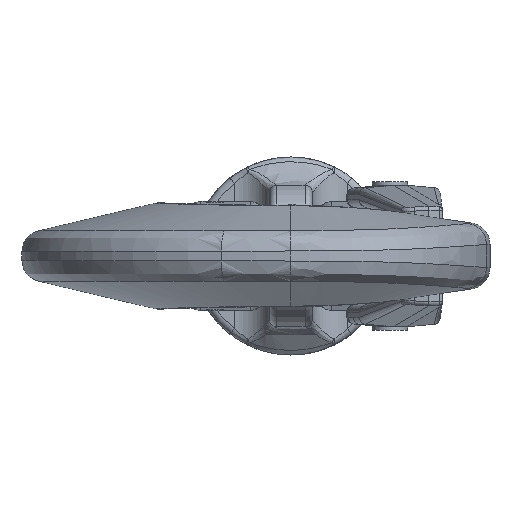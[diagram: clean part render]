
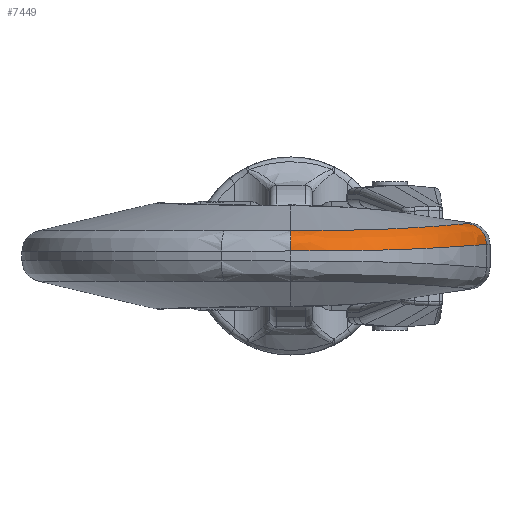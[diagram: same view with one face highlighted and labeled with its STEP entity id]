
A CAD part, front view. The second image highlights one B-rep face of the part: STEP entity #7449.
In plain terms, the highlighted free-form (B-spline) face has degree [3, 2] with [14, 3] control points.
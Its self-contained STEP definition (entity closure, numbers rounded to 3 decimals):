
#53=(
BOUNDED_SURFACE()
B_SPLINE_SURFACE(3,2,((#15778,#15779,#15780),(#15781,#15782,#15783),(#15784,
#15785,#15786),(#15787,#15788,#15789),(#15790,#15791,#15792),(#15793,#15794,
#15795),(#15796,#15797,#15798),(#15799,#15800,#15801),(#15802,#15803,#15804),
(#15805,#15806,#15807),(#15808,#15809,#15810),(#15811,#15812,#15813),(#15814,
#15815,#15816),(#15817,#15818,#15819)),.UNSPECIFIED.,.F.,.F.,.F.)
B_SPLINE_SURFACE_WITH_KNOTS((4,2,2,2,2,2,4),(3,3),(0.,0.25,0.5,0.625,0.75,
0.875,1.),(0.,1.),.UNSPECIFIED.)
GEOMETRIC_REPRESENTATION_ITEM()
RATIONAL_B_SPLINE_SURFACE(((1.,0.76,1.),(1.,0.763,
1.),(1.,0.768,1.),(1.,0.777,1.),(1.,0.781,
1.),(1.,0.785,1.),(1.,0.787,1.),(1.,0.789,
1.),(1.,0.791,1.),(1.,0.793,1.),(1.,0.793,
1.),(1.,0.794,1.),(1.,0.794,1.),(1.,0.794,
1.)))
REPRESENTATION_ITEM('')
SURFACE()
);
#502=B_SPLINE_CURVE_WITH_KNOTS('',3,(#14374,#14375,#14376,#14377,#14378,
#14379,#14380,#14381,#14382,#14383),.UNSPECIFIED.,.F.,.F.,(4,2,2,2,4),(0.,
0.25,0.5,0.75,1.),.UNSPECIFIED.);
#527=B_SPLINE_CURVE_WITH_KNOTS('',3,(#15369,#15370,#15371,#15372,#15373,
#15374,#15375,#15376,#15377,#15378),.UNSPECIFIED.,.F.,.F.,(4,2,2,2,4),(0.,
0.25,0.5,0.75,1.),.UNSPECIFIED.);
#545=B_SPLINE_CURVE_WITH_KNOTS('',3,(#15820,#15821,#15822,#15823),
 .UNSPECIFIED.,.F.,.F.,(4,4),(0.,1.),.UNSPECIFIED.);
#1026=FACE_OUTER_BOUND('',#1489,.T.);
#1489=EDGE_LOOP('',(#5301,#5302,#5303,#5304));
#2577=CIRCLE('',#8068,3.);
#2991=VERTEX_POINT('',#14340);
#2994=VERTEX_POINT('',#14373);
#3018=VERTEX_POINT('',#14845);
#3020=VERTEX_POINT('',#15368);
#3789=EDGE_CURVE('',#2991,#2994,#502,.T.);
#3830=EDGE_CURVE('',#3018,#3020,#527,.T.);
#3850=EDGE_CURVE('',#2991,#3020,#2577,.T.);
#3852=EDGE_CURVE('',#2994,#3018,#545,.T.);
#5301=ORIENTED_EDGE('',*,*,#3850,.T.);
#5302=ORIENTED_EDGE('',*,*,#3830,.F.);
#5303=ORIENTED_EDGE('',*,*,#3852,.F.);
#5304=ORIENTED_EDGE('',*,*,#3789,.F.);
#7449=ADVANCED_FACE('',(#1026),#53,.T.);
#8068=AXIS2_PLACEMENT_3D('',#15737,#9211,#9212);
#9211=DIRECTION('center_axis',(-0.19,-0.982,-0.01));
#9212=DIRECTION('ref_axis',(0.982,-0.19,0.));
#14340=CARTESIAN_POINT('',(27.644,-109.492,1.619));
#14373=CARTESIAN_POINT('',(0.,-136.499,0.707));
#14374=CARTESIAN_POINT('Ctrl Pts',(27.644,-109.492,1.619));
#14375=CARTESIAN_POINT('Ctrl Pts',(26.979,-112.928,1.586));
#14376=CARTESIAN_POINT('Ctrl Pts',(25.964,-116.319,1.514));
#14377=CARTESIAN_POINT('Ctrl Pts',(23.087,-122.725,1.312));
#14378=CARTESIAN_POINT('Ctrl Pts',(21.208,-125.765,1.181));
#14379=CARTESIAN_POINT('Ctrl Pts',(16.444,-130.961,0.941));
#14380=CARTESIAN_POINT('Ctrl Pts',(13.58,-133.071,0.839));
#14381=CARTESIAN_POINT('Ctrl Pts',(7.084,-135.862,0.723));
#14382=CARTESIAN_POINT('Ctrl Pts',(3.5,-136.499,0.706));
#14383=CARTESIAN_POINT('Ctrl Pts',(0.,-136.499,0.707));
#14845=CARTESIAN_POINT('',(0.,-134.286,3.602));
#15368=CARTESIAN_POINT('',(25.147,-109.039,4.583));
#15369=CARTESIAN_POINT('Ctrl Pts',(0.,-134.286,
3.602));
#15370=CARTESIAN_POINT('Ctrl Pts',(3.286,-134.285,3.601));
#15371=CARTESIAN_POINT('Ctrl Pts',(6.552,-133.688,3.62));
#15372=CARTESIAN_POINT('Ctrl Pts',(12.522,-131.05,3.751));
#15373=CARTESIAN_POINT('Ctrl Pts',(15.142,-129.047,3.865));
#15374=CARTESIAN_POINT('Ctrl Pts',(19.445,-124.17,4.121));
#15375=CARTESIAN_POINT('Ctrl Pts',(21.128,-121.324,4.258));
#15376=CARTESIAN_POINT('Ctrl Pts',(23.677,-115.366,4.469));
#15377=CARTESIAN_POINT('Ctrl Pts',(24.558,-112.252,4.545));
#15378=CARTESIAN_POINT('Ctrl Pts',(25.147,-109.039,4.583));
#15737=CARTESIAN_POINT('Origin',(24.699,-108.922,1.619));
#15778=CARTESIAN_POINT('Ctrl Pts',(25.147,-109.039,4.583));
#15779=CARTESIAN_POINT('Ctrl Pts',(27.639,-109.517,4.188));
#15780=CARTESIAN_POINT('Ctrl Pts',(27.644,-109.492,1.619));
#15781=CARTESIAN_POINT('Ctrl Pts',(24.559,-112.246,4.545));
#15782=CARTESIAN_POINT('Ctrl Pts',(26.987,-112.88,4.125));
#15783=CARTESIAN_POINT('Ctrl Pts',(26.997,-112.837,1.587));
#15784=CARTESIAN_POINT('Ctrl Pts',(23.679,-115.362,4.47));
#15785=CARTESIAN_POINT('Ctrl Pts',(26.017,-116.15,4.018));
#15786=CARTESIAN_POINT('Ctrl Pts',(26.036,-116.091,1.519));
#15787=CARTESIAN_POINT('Ctrl Pts',(21.121,-121.339,4.258));
#15788=CARTESIAN_POINT('Ctrl Pts',(23.223,-122.471,3.754));
#15789=CARTESIAN_POINT('Ctrl Pts',(23.265,-122.392,1.324));
#15790=CARTESIAN_POINT('Ctrl Pts',(19.429,-124.2,4.12));
#15791=CARTESIAN_POINT('Ctrl Pts',(21.383,-125.526,3.594));
#15792=CARTESIAN_POINT('Ctrl Pts',(21.439,-125.447,1.195));
#15793=CARTESIAN_POINT('Ctrl Pts',(16.169,-127.878,3.926));
#15794=CARTESIAN_POINT('Ctrl Pts',(17.799,-129.505,3.374));
#15795=CARTESIAN_POINT('Ctrl Pts',(17.862,-129.444,1.012));
#15796=CARTESIAN_POINT('Ctrl Pts',(14.946,-129.013,3.864));
#15797=CARTESIAN_POINT('Ctrl Pts',(16.448,-130.743,3.303));
#15798=CARTESIAN_POINT('Ctrl Pts',(16.511,-130.69,0.952));
#15799=CARTESIAN_POINT('Ctrl Pts',(12.327,-130.951,3.758));
#15800=CARTESIAN_POINT('Ctrl Pts',(13.544,-132.863,3.183));
#15801=CARTESIAN_POINT('Ctrl Pts',(13.6,-132.829,0.852));
#15802=CARTESIAN_POINT('Ctrl Pts',(10.918,-131.77,3.715));
#15803=CARTESIAN_POINT('Ctrl Pts',(11.978,-133.762,3.134));
#15804=CARTESIAN_POINT('Ctrl Pts',(12.027,-133.737,0.811));
#15805=CARTESIAN_POINT('Ctrl Pts',(7.892,-133.083,3.65));
#15806=CARTESIAN_POINT('Ctrl Pts',(8.622,-135.198,3.059));
#15807=CARTESIAN_POINT('Ctrl Pts',(8.654,-135.189,0.751));
#15808=CARTESIAN_POINT('Ctrl Pts',(6.295,-133.562,3.63));
#15809=CARTESIAN_POINT('Ctrl Pts',(6.859,-135.719,3.035));
#15810=CARTESIAN_POINT('Ctrl Pts',(6.882,-135.714,0.732));
#15811=CARTESIAN_POINT('Ctrl Pts',(3.07,-134.166,3.605));
#15812=CARTESIAN_POINT('Ctrl Pts',(3.325,-136.372,3.005));
#15813=CARTESIAN_POINT('Ctrl Pts',(3.334,-136.372,0.71));
#15814=CARTESIAN_POINT('Ctrl Pts',(1.42,-134.286,3.604));
#15815=CARTESIAN_POINT('Ctrl Pts',(1.514,-136.499,3.003));
#15816=CARTESIAN_POINT('Ctrl Pts',(1.513,-136.499,0.71));
#15817=CARTESIAN_POINT('Ctrl Pts',(-0.236,-134.286,
3.602));
#15818=CARTESIAN_POINT('Ctrl Pts',(-0.235,-136.499,3.));
#15819=CARTESIAN_POINT('Ctrl Pts',(-0.231,-136.499,0.707));
#15820=CARTESIAN_POINT('Ctrl Pts',(0.,-136.499,
0.707));
#15821=CARTESIAN_POINT('Ctrl Pts',(0.,-136.499,
2.012));
#15822=CARTESIAN_POINT('Ctrl Pts',(0.,-135.546,
3.259));
#15823=CARTESIAN_POINT('Ctrl Pts',(0.,-134.286,
3.602));
